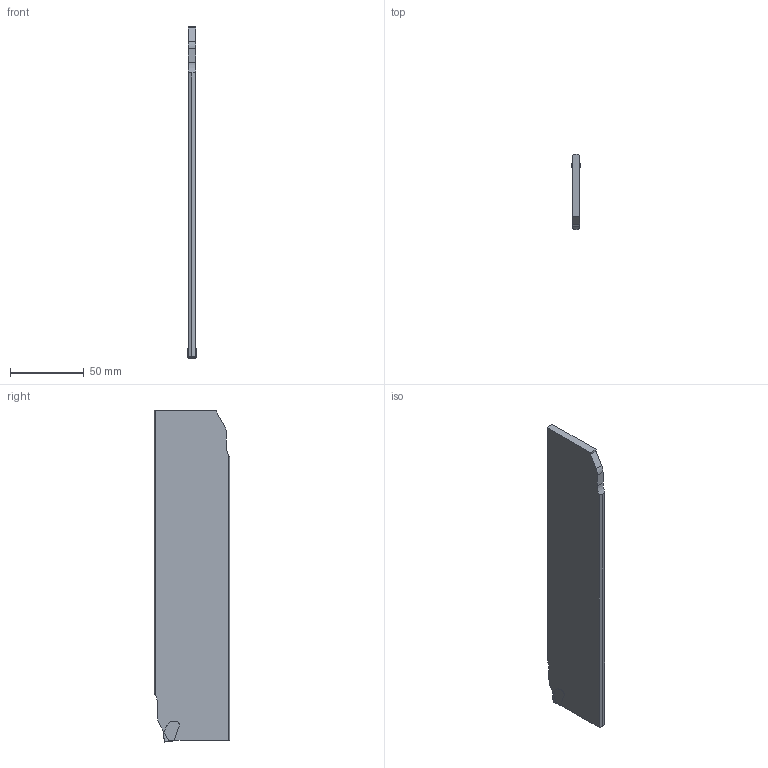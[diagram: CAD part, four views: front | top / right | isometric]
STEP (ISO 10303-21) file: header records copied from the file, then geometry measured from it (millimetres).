
FILE_DESCRIPTION(/* description */ (''),/* implementation_level */ '2;1');
FILE_NAME(/* name */ 'toolassembly_1.stp',/* time_stamp */ '2019-12-23T08:51:23+01:00',/* author */ (''),/* organization */ ('SMS'),/* preprocessor_version */ 'ST-DEVELOPER v16.7',/* originating_system */ 'SIEMENS PLM Software NX 12.0',/* authorisation */ '');
FILE_SCHEMA (('AUTOMOTIVE_DESIGN { 1 0 10303 214 3 1 1 1 }'));
Length unit declared in the file: millimetre
Products named in the file (4): ASSEMBLY_CONSTRUCTION; CUT_20191223085058; NOCUT_20191223085028; TOOLASSEMBLY_1
Assembly tree (3 placements, depth 2):
  TOOLASSEMBLY_1
    NOCUT_20191223085028
    CUT_20191223085058
    ASSEMBLY_CONSTRUCTION
Bounding box: 6 x 51.07 x 225 mm (x, y, z)
Volume: 59287.7 mm3; surface area: 25138.6 mm2
Topology: 2 solids, 2 shells, 69 faces, 194 edges, 137 vertices
Faces by surface type: plane 36, cylinder 24, extrusion 9
Entity records: 2940 total; most frequent: CARTESIAN_POINT 976, ORIENTED_EDGE 386, DIRECTION 364, EDGE_CURVE 193, VERTEX_POINT 128, VECTOR 126, AXIS2_PLACEMENT_3D 119, LINE 117
